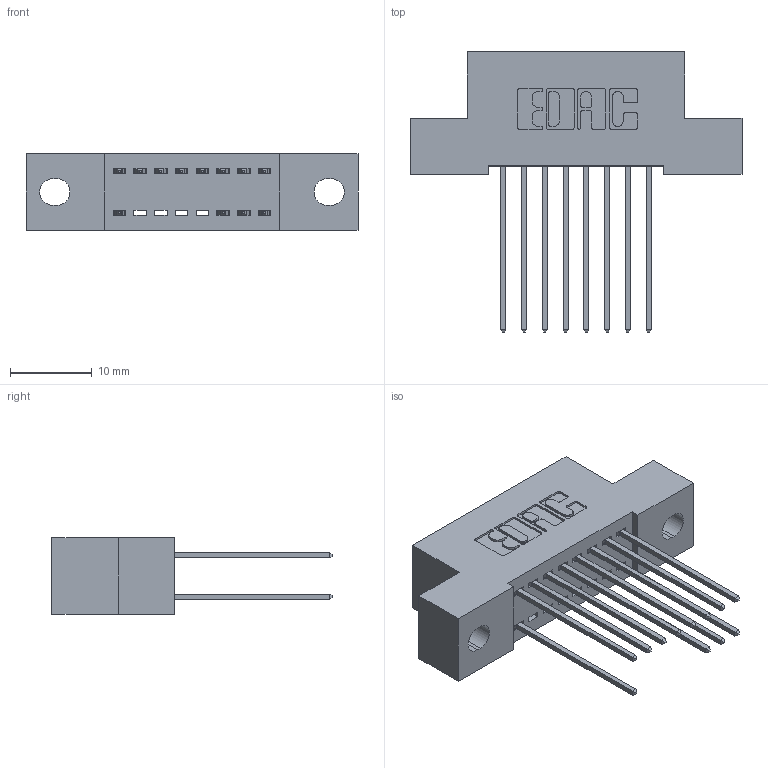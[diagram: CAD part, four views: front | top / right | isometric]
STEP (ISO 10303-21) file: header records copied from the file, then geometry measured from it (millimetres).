
FILE_DESCRIPTION (( 'STEP AP203' ), '1' );
FILE_NAME ('392-016-541-202.STEP', '2018-08-15T02:02:19', ( '' ), ( '' ), 'SwSTEP 2.0', 'SolidWorks 2016', '' );
FILE_SCHEMA (( 'CONFIG_CONTROL_DESIGN' ));
Length unit declared in the file: inch
Products named in the file (3): 342 Part_.128 Slot; 345-292-001_345-293-141; 392-016-541-202
Assembly tree (13 placements, depth 2):
  392-016-541-202
    342 Part_.128 Slot
    345-292-001_345-293-141  x12
Bounding box: 40.64 x 34.3 x 9.4 mm (x, y, z)
Volume: 3471.3 mm3; surface area: 4684.4 mm2
Topology: 13 solids, 13 shells, 762 faces, 2255 edges, 1486 vertices
Faces by surface type: plane 526, cylinder 236
Entity records: 9437 total; most frequent: CARTESIAN_POINT 1622, ORIENTED_EDGE 1562, DIRECTION 1441, EDGE_CURVE 781, LINE 653, VECTOR 653, VERTEX_POINT 518, AXIS2_PLACEMENT_3D 394
